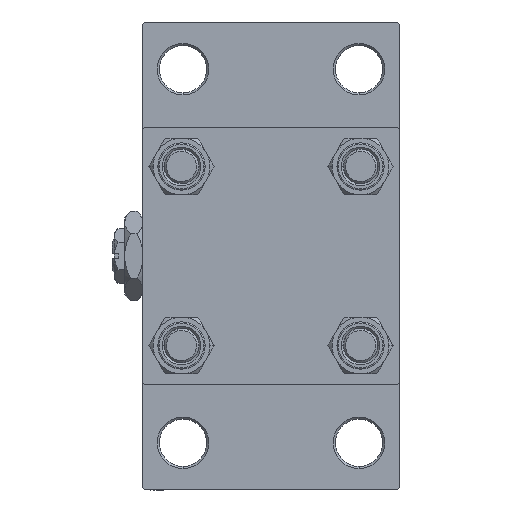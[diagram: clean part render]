
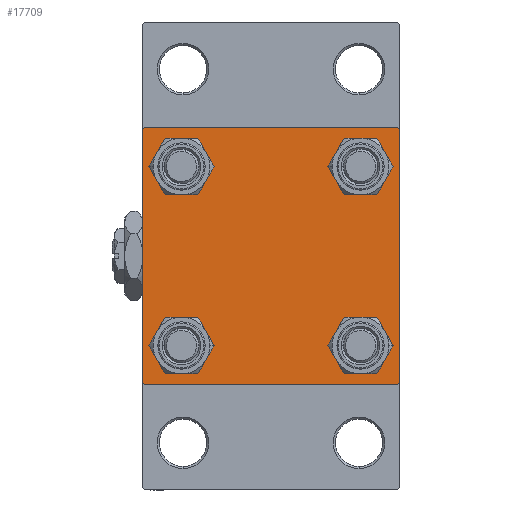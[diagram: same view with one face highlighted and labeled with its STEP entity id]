
A CAD part, left-side view. The second image highlights one B-rep face of the part: STEP entity #17709.
In plain terms, the highlighted planar face has unit normal (-1, 0, 0).
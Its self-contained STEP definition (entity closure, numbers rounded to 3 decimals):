
#381 = ORIENTED_EDGE ( 'NONE', *, *, #50253, .T. ) ;
#421 = EDGE_CURVE ( 'NONE', #19339, #13032, #11644, .T. ) ;
#635 = EDGE_CURVE ( 'NONE', #4656, #19561, #33676, .T. ) ;
#880 = CARTESIAN_POINT ( 'NONE',  ( 0., -20.85, -25.35 ) ) ;
#1511 = DIRECTION ( 'NONE',  ( 0., -0.707, -0.707 ) ) ;
#1849 = AXIS2_PLACEMENT_3D ( 'NONE', #49667, #37025, #6209 ) ;
#1917 = ORIENTED_EDGE ( 'NONE', *, *, #46590, .T. ) ;
#2743 = LINE ( 'NONE', #2999, #46324 ) ;
#2999 = CARTESIAN_POINT ( 'NONE',  ( 0., 29.75, 29.75 ) ) ;
#4431 = DIRECTION ( 'NONE',  ( 1., 0., 0. ) ) ;
#4656 = VERTEX_POINT ( 'NONE', #33039 ) ;
#4670 = EDGE_CURVE ( 'NONE', #20424, #12902, #5847, .T. ) ;
#4961 = DIRECTION ( 'NONE',  ( 1., 0., 0. ) ) ;
#5430 = EDGE_CURVE ( 'NONE', #13032, #19339, #29278, .T. ) ;
#5847 = LINE ( 'NONE', #26047, #44075 ) ;
#6005 = CIRCLE ( 'NONE', #20059, 4.5 ) ;
#6182 = ORIENTED_EDGE ( 'NONE', *, *, #44169, .T. ) ;
#6209 = DIRECTION ( 'NONE',  ( 0., 0., 1. ) ) ;
#6725 = DIRECTION ( 'NONE',  ( 0., -0.707, 0.707 ) ) ;
#7151 = ORIENTED_EDGE ( 'NONE', *, *, #24955, .T. ) ;
#7849 = CARTESIAN_POINT ( 'NONE',  ( 0., -29.75, 29.75 ) ) ;
#7985 = ORIENTED_EDGE ( 'NONE', *, *, #4670, .F. ) ;
#8161 = VERTEX_POINT ( 'NONE', #18052 ) ;
#8310 = CARTESIAN_POINT ( 'NONE',  ( 0., -20.85, 20.85 ) ) ;
#8480 = ORIENTED_EDGE ( 'NONE', *, *, #31309, .F. ) ;
#8649 = EDGE_CURVE ( 'NONE', #43753, #30815, #28581, .T. ) ;
#8841 = DIRECTION ( 'NONE',  ( 0., 0., -1. ) ) ;
#9411 = FACE_BOUND ( 'NONE', #35630, .T. ) ;
#9973 = AXIS2_PLACEMENT_3D ( 'NONE', #40171, #4961, #13257 ) ;
#10626 = VECTOR ( 'NONE', #50340, 1000. ) ;
#11096 = DIRECTION ( 'NONE',  ( 0., 0., 1. ) ) ;
#11644 = CIRCLE ( 'NONE', #9973, 4.5 ) ;
#12293 = CIRCLE ( 'NONE', #39550, 4.5 ) ;
#12803 = FACE_BOUND ( 'NONE', #44900, .T. ) ;
#12902 = VERTEX_POINT ( 'NONE', #30294 ) ;
#13032 = VERTEX_POINT ( 'NONE', #36740 ) ;
#13257 = DIRECTION ( 'NONE',  ( 0., 0., 1. ) ) ;
#13417 = CARTESIAN_POINT ( 'NONE',  ( 0., 29.75, -29.75 ) ) ;
#13577 = AXIS2_PLACEMENT_3D ( 'NONE', #35135, #18591, #42381 ) ;
#13783 = CARTESIAN_POINT ( 'NONE',  ( 0., 29.5, 30. ) ) ;
#15172 = DIRECTION ( 'NONE',  ( 1., 0., 0. ) ) ;
#15314 = DIRECTION ( 'NONE',  ( 1., 0., 0. ) ) ;
#15366 = EDGE_CURVE ( 'NONE', #25842, #22775, #45710, .T. ) ;
#15487 = CARTESIAN_POINT ( 'NONE',  ( 0., 20.85, 20.85 ) ) ;
#16902 = ORIENTED_EDGE ( 'NONE', *, *, #8649, .T. ) ;
#16972 = AXIS2_PLACEMENT_3D ( 'NONE', #15487, #22997, #11096 ) ;
#17182 = PLANE ( 'NONE',  #35335 ) ;
#17405 = VECTOR ( 'NONE', #6725, 1000. ) ;
#17709 = ADVANCED_FACE ( 'NONE', ( #48231, #9411, #32969, #12803, #25219 ), #17182, .T. ) ;
#17767 = VERTEX_POINT ( 'NONE', #880 ) ;
#18052 = CARTESIAN_POINT ( 'NONE',  ( 0., -30., 29.5 ) ) ;
#18539 = CARTESIAN_POINT ( 'NONE',  ( 0., 30., 30. ) ) ;
#18569 = VECTOR ( 'NONE', #1511, 1000. ) ;
#18591 = DIRECTION ( 'NONE',  ( 1., 0., 0. ) ) ;
#18779 = DIRECTION ( 'NONE',  ( 0., 0.707, -0.707 ) ) ;
#19339 = VERTEX_POINT ( 'NONE', #37987 ) ;
#19352 = CARTESIAN_POINT ( 'NONE',  ( 0., 20.85, 16.35 ) ) ;
#19495 = DIRECTION ( 'NONE',  ( 1., 0., 0. ) ) ;
#19561 = VERTEX_POINT ( 'NONE', #28405 ) ;
#19634 = VERTEX_POINT ( 'NONE', #43825 ) ;
#19852 = EDGE_CURVE ( 'NONE', #26005, #19943, #12293, .T. ) ;
#19943 = VERTEX_POINT ( 'NONE', #39734 ) ;
#20059 = AXIS2_PLACEMENT_3D ( 'NONE', #27255, #19495, #31382 ) ;
#20273 = LINE ( 'NONE', #7849, #50410 ) ;
#20424 = VERTEX_POINT ( 'NONE', #13783 ) ;
#20660 = ORIENTED_EDGE ( 'NONE', *, *, #36918, .T. ) ;
#20737 = VECTOR ( 'NONE', #42174, 1000. ) ;
#21684 = VECTOR ( 'NONE', #8841, 1000. ) ;
#22152 = DIRECTION ( 'NONE',  ( 0., -1., 0. ) ) ;
#22262 = LINE ( 'NONE', #38033, #20737 ) ;
#22627 = CARTESIAN_POINT ( 'NONE',  ( 0., 20.85, 25.35 ) ) ;
#22775 = VERTEX_POINT ( 'NONE', #38262 ) ;
#22997 = DIRECTION ( 'NONE',  ( 1., 0., 0. ) ) ;
#23156 = CARTESIAN_POINT ( 'NONE',  ( 0., -20.85, 25.35 ) ) ;
#24633 = LINE ( 'NONE', #45063, #21684 ) ;
#24693 = DIRECTION ( 'NONE',  ( 0., 0., 1. ) ) ;
#24955 = EDGE_CURVE ( 'NONE', #20424, #25842, #2743, .T. ) ;
#25010 = ORIENTED_EDGE ( 'NONE', *, *, #41926, .T. ) ;
#25219 = FACE_OUTER_BOUND ( 'NONE', #27073, .T. ) ;
#25842 = VERTEX_POINT ( 'NONE', #50838 ) ;
#26005 = VERTEX_POINT ( 'NONE', #23156 ) ;
#26047 = CARTESIAN_POINT ( 'NONE',  ( 0., 30., 30. ) ) ;
#26415 = CARTESIAN_POINT ( 'NONE',  ( 0., -29.75, -29.75 ) ) ;
#27073 = EDGE_LOOP ( 'NONE', ( #41689, #20660, #1917, #35920, #8480, #25010, #7985, #7151 ) ) ;
#27255 = CARTESIAN_POINT ( 'NONE',  ( 0., 20.85, 20.85 ) ) ;
#27491 = CIRCLE ( 'NONE', #46483, 4.5 ) ;
#27692 = EDGE_LOOP ( 'NONE', ( #32344, #381 ) ) ;
#28240 = AXIS2_PLACEMENT_3D ( 'NONE', #45845, #15314, #42216 ) ;
#28405 = CARTESIAN_POINT ( 'NONE',  ( 0., -30., -29.5 ) ) ;
#28581 = CIRCLE ( 'NONE', #16972, 4.5 ) ;
#29278 = CIRCLE ( 'NONE', #13577, 4.5 ) ;
#29887 = EDGE_LOOP ( 'NONE', ( #48997, #48512 ) ) ;
#30294 = CARTESIAN_POINT ( 'NONE',  ( 0., -29.5, 30. ) ) ;
#30815 = VERTEX_POINT ( 'NONE', #19352 ) ;
#30955 = DIRECTION ( 'NONE',  ( 0., 0., 1. ) ) ;
#31309 = EDGE_CURVE ( 'NONE', #8161, #19561, #24633, .T. ) ;
#31382 = DIRECTION ( 'NONE',  ( 0., 0., 1. ) ) ;
#32344 = ORIENTED_EDGE ( 'NONE', *, *, #19852, .T. ) ;
#32969 = FACE_BOUND ( 'NONE', #29887, .T. ) ;
#33039 = CARTESIAN_POINT ( 'NONE',  ( 0., -29.5, -30. ) ) ;
#33073 = LINE ( 'NONE', #13417, #18569 ) ;
#33180 = EDGE_CURVE ( 'NONE', #30815, #43753, #6005, .T. ) ;
#33676 = LINE ( 'NONE', #26415, #17405 ) ;
#35060 = VERTEX_POINT ( 'NONE', #39795 ) ;
#35135 = CARTESIAN_POINT ( 'NONE',  ( 0., 20.85, -20.85 ) ) ;
#35159 = ORIENTED_EDGE ( 'NONE', *, *, #33180, .T. ) ;
#35335 = AXIS2_PLACEMENT_3D ( 'NONE', #48743, #37103, #24693 ) ;
#35630 = EDGE_LOOP ( 'NONE', ( #45836, #6182 ) ) ;
#35920 = ORIENTED_EDGE ( 'NONE', *, *, #635, .T. ) ;
#36740 = CARTESIAN_POINT ( 'NONE',  ( 0., 20.85, -16.35 ) ) ;
#36785 = DIRECTION ( 'NONE',  ( 0., 0., 1. ) ) ;
#36918 = EDGE_CURVE ( 'NONE', #22775, #35060, #33073, .T. ) ;
#37025 = DIRECTION ( 'NONE',  ( 1., 0., 0. ) ) ;
#37103 = DIRECTION ( 'NONE',  ( -1., 0., 0. ) ) ;
#37987 = CARTESIAN_POINT ( 'NONE',  ( 0., 20.85, -25.35 ) ) ;
#38033 = CARTESIAN_POINT ( 'NONE',  ( 0., 30., -30. ) ) ;
#38262 = CARTESIAN_POINT ( 'NONE',  ( 0., 30., -29.5 ) ) ;
#39550 = AXIS2_PLACEMENT_3D ( 'NONE', #50865, #15172, #30955 ) ;
#39734 = CARTESIAN_POINT ( 'NONE',  ( 0., -20.85, 16.35 ) ) ;
#39795 = CARTESIAN_POINT ( 'NONE',  ( 0., 29.5, -30. ) ) ;
#40171 = CARTESIAN_POINT ( 'NONE',  ( 0., 20.85, -20.85 ) ) ;
#41689 = ORIENTED_EDGE ( 'NONE', *, *, #15366, .T. ) ;
#41926 = EDGE_CURVE ( 'NONE', #8161, #12902, #20273, .T. ) ;
#42174 = DIRECTION ( 'NONE',  ( 0., -1., 0. ) ) ;
#42216 = DIRECTION ( 'NONE',  ( 0., 0., 1. ) ) ;
#42381 = DIRECTION ( 'NONE',  ( 0., 0., 1. ) ) ;
#43753 = VERTEX_POINT ( 'NONE', #22627 ) ;
#43825 = CARTESIAN_POINT ( 'NONE',  ( 0., -20.85, -16.35 ) ) ;
#44075 = VECTOR ( 'NONE', #22152, 1000. ) ;
#44169 = EDGE_CURVE ( 'NONE', #17767, #19634, #50515, .T. ) ;
#44900 = EDGE_LOOP ( 'NONE', ( #16902, #35159 ) ) ;
#45063 = CARTESIAN_POINT ( 'NONE',  ( 0., -30., 30. ) ) ;
#45710 = LINE ( 'NONE', #18539, #10626 ) ;
#45836 = ORIENTED_EDGE ( 'NONE', *, *, #49469, .T. ) ;
#45845 = CARTESIAN_POINT ( 'NONE',  ( 0., -20.85, -20.85 ) ) ;
#46324 = VECTOR ( 'NONE', #18779, 1000. ) ;
#46483 = AXIS2_PLACEMENT_3D ( 'NONE', #8310, #4431, #36785 ) ;
#46590 = EDGE_CURVE ( 'NONE', #35060, #4656, #22262, .T. ) ;
#47677 = DIRECTION ( 'NONE',  ( 0., 0.707, 0.707 ) ) ;
#48231 = FACE_BOUND ( 'NONE', #27692, .T. ) ;
#48512 = ORIENTED_EDGE ( 'NONE', *, *, #421, .T. ) ;
#48743 = CARTESIAN_POINT ( 'NONE',  ( 0., 0., 0. ) ) ;
#48945 = CIRCLE ( 'NONE', #1849, 4.5 ) ;
#48997 = ORIENTED_EDGE ( 'NONE', *, *, #5430, .T. ) ;
#49469 = EDGE_CURVE ( 'NONE', #19634, #17767, #48945, .T. ) ;
#49667 = CARTESIAN_POINT ( 'NONE',  ( 0., -20.85, -20.85 ) ) ;
#50253 = EDGE_CURVE ( 'NONE', #19943, #26005, #27491, .T. ) ;
#50340 = DIRECTION ( 'NONE',  ( 0., 0., -1. ) ) ;
#50410 = VECTOR ( 'NONE', #47677, 1000. ) ;
#50515 = CIRCLE ( 'NONE', #28240, 4.5 ) ;
#50838 = CARTESIAN_POINT ( 'NONE',  ( 0., 30., 29.5 ) ) ;
#50865 = CARTESIAN_POINT ( 'NONE',  ( 0., -20.85, 20.85 ) ) ;
